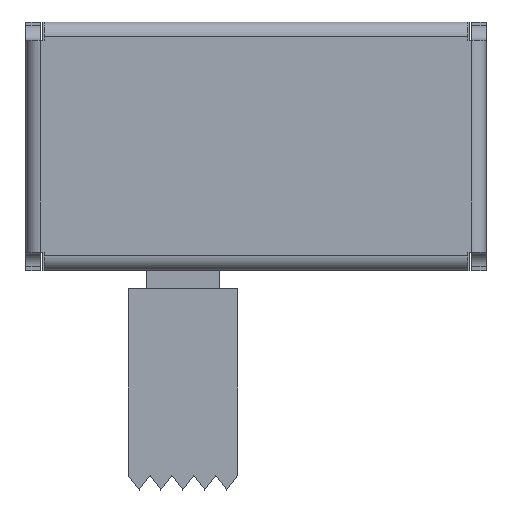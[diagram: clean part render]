
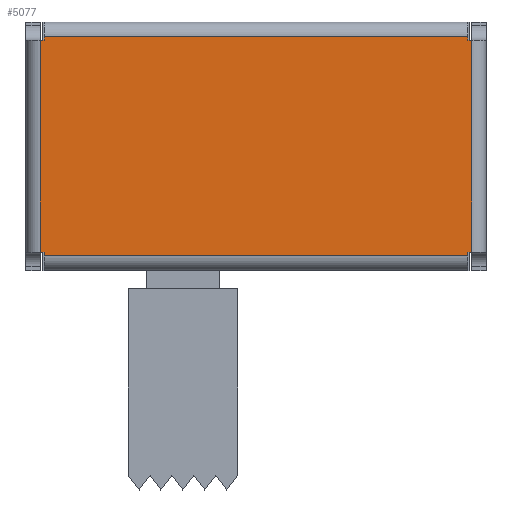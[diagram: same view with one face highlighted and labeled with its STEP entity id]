
A CAD part, top view. The second image highlights one B-rep face of the part: STEP entity #5077.
In plain terms, the highlighted planar face has unit normal (0, 0, 1).
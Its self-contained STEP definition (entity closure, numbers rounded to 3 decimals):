
#390=FACE_OUTER_BOUND('',#669,.T.);
#669=EDGE_LOOP('',(#4275,#4276,#4277,#4278,#4279,#4280,#4281,#4282,#4283,
#4284,#4285,#4286));
#942=LINE('',#7292,#1543);
#1195=LINE('',#7888,#1796);
#1197=LINE('',#7892,#1798);
#1244=LINE('',#8014,#1845);
#1246=LINE('',#8018,#1847);
#1257=LINE('',#8045,#1858);
#1259=LINE('',#8049,#1860);
#1262=LINE('',#8057,#1863);
#1263=LINE('',#8059,#1864);
#1264=LINE('',#8061,#1865);
#1265=LINE('',#8063,#1866);
#1266=LINE('',#8065,#1867);
#1543=VECTOR('',#5833,11.6);
#1796=VECTOR('',#6476,5.8);
#1798=VECTOR('',#6480,0.099);
#1845=VECTOR('',#6601,5.8);
#1847=VECTOR('',#6605,0.099);
#1858=VECTOR('',#6646,11.6);
#1860=VECTOR('',#6650,0.099);
#1863=VECTOR('',#6661,0.099);
#1864=VECTOR('',#6664,0.099);
#1865=VECTOR('',#6667,0.099);
#1866=VECTOR('',#6670,0.099);
#1867=VECTOR('',#6673,0.099);
#2094=VERTEX_POINT('',#7230);
#2115=VERTEX_POINT('',#7289);
#2116=VERTEX_POINT('',#7291);
#2263=VERTEX_POINT('',#7880);
#2264=VERTEX_POINT('',#7884);
#2265=VERTEX_POINT('',#7890);
#2302=VERTEX_POINT('',#8006);
#2303=VERTEX_POINT('',#8010);
#2304=VERTEX_POINT('',#8016);
#2305=VERTEX_POINT('',#8041);
#2306=VERTEX_POINT('',#8047);
#2307=VERTEX_POINT('',#8055);
#2591=EDGE_CURVE('',#2116,#2115,#942,.T.);
#2886=EDGE_CURVE('',#2264,#2263,#1195,.T.);
#2888=EDGE_CURVE('',#2263,#2265,#1197,.T.);
#2949=EDGE_CURVE('',#2302,#2303,#1244,.T.);
#2951=EDGE_CURVE('',#2303,#2304,#1246,.T.);
#2963=EDGE_CURVE('',#2305,#2094,#1257,.T.);
#2965=EDGE_CURVE('',#2094,#2306,#1259,.T.);
#2968=EDGE_CURVE('',#2115,#2307,#1262,.T.);
#2969=EDGE_CURVE('',#2306,#2302,#1263,.T.);
#2970=EDGE_CURVE('',#2265,#2305,#1264,.T.);
#2971=EDGE_CURVE('',#2307,#2264,#1265,.T.);
#2972=EDGE_CURVE('',#2304,#2116,#1266,.T.);
#4275=ORIENTED_EDGE('',*,*,#2886,.T.);
#4276=ORIENTED_EDGE('',*,*,#2888,.T.);
#4277=ORIENTED_EDGE('',*,*,#2970,.T.);
#4278=ORIENTED_EDGE('',*,*,#2963,.T.);
#4279=ORIENTED_EDGE('',*,*,#2965,.T.);
#4280=ORIENTED_EDGE('',*,*,#2969,.T.);
#4281=ORIENTED_EDGE('',*,*,#2949,.T.);
#4282=ORIENTED_EDGE('',*,*,#2951,.T.);
#4283=ORIENTED_EDGE('',*,*,#2972,.T.);
#4284=ORIENTED_EDGE('',*,*,#2591,.T.);
#4285=ORIENTED_EDGE('',*,*,#2968,.T.);
#4286=ORIENTED_EDGE('',*,*,#2971,.T.);
#4577=PLANE('',#5434);
#5077=ADVANCED_FACE('',(#390),#4577,.T.);
#5434=AXIS2_PLACEMENT_3D('',#8066,#6674,#6675);
#5833=DIRECTION('',(1.,0.,0.));
#6476=DIRECTION('',(0.,1.,0.));
#6480=DIRECTION('',(-1.,0.,0.));
#6601=DIRECTION('',(0.,-1.,0.));
#6605=DIRECTION('',(1.,0.,0.));
#6646=DIRECTION('',(-1.,0.,0.));
#6650=DIRECTION('',(0.,-1.,0.));
#6661=DIRECTION('',(0.,1.,0.));
#6664=DIRECTION('',(-1.,0.,0.));
#6667=DIRECTION('',(0.,1.,0.));
#6670=DIRECTION('',(1.,0.,0.));
#6673=DIRECTION('',(0.,-1.,0.));
#6674=DIRECTION('center_axis',(0.,0.,1.));
#6675=DIRECTION('ref_axis',(1.,0.,0.));
#7230=CARTESIAN_POINT('',(-5.8,2.999,0.));
#7289=CARTESIAN_POINT('',(5.8,-2.999,0.));
#7291=CARTESIAN_POINT('',(-5.8,-2.999,0.));
#7292=CARTESIAN_POINT('',(-5.8,-2.999,0.));
#7880=CARTESIAN_POINT('',(5.899,2.9,0.));
#7884=CARTESIAN_POINT('',(5.899,-2.9,0.));
#7888=CARTESIAN_POINT('',(5.899,-2.9,0.));
#7890=CARTESIAN_POINT('',(5.8,2.9,0.));
#7892=CARTESIAN_POINT('',(5.899,2.9,0.));
#8006=CARTESIAN_POINT('',(-5.899,2.9,0.));
#8010=CARTESIAN_POINT('',(-5.899,-2.9,0.));
#8014=CARTESIAN_POINT('',(-5.899,2.9,0.));
#8016=CARTESIAN_POINT('',(-5.8,-2.9,0.));
#8018=CARTESIAN_POINT('',(-5.899,-2.9,0.));
#8041=CARTESIAN_POINT('',(5.8,2.999,0.));
#8045=CARTESIAN_POINT('',(5.8,2.999,0.));
#8047=CARTESIAN_POINT('',(-5.8,2.9,0.));
#8049=CARTESIAN_POINT('',(-5.8,2.999,0.));
#8055=CARTESIAN_POINT('',(5.8,-2.9,0.));
#8057=CARTESIAN_POINT('',(5.8,-2.999,0.));
#8059=CARTESIAN_POINT('',(-5.8,2.9,0.));
#8061=CARTESIAN_POINT('',(5.8,2.9,0.));
#8063=CARTESIAN_POINT('',(5.8,-2.9,0.));
#8065=CARTESIAN_POINT('',(-5.8,-2.9,0.));
#8066=CARTESIAN_POINT('Origin',(0.,0.,0.));
